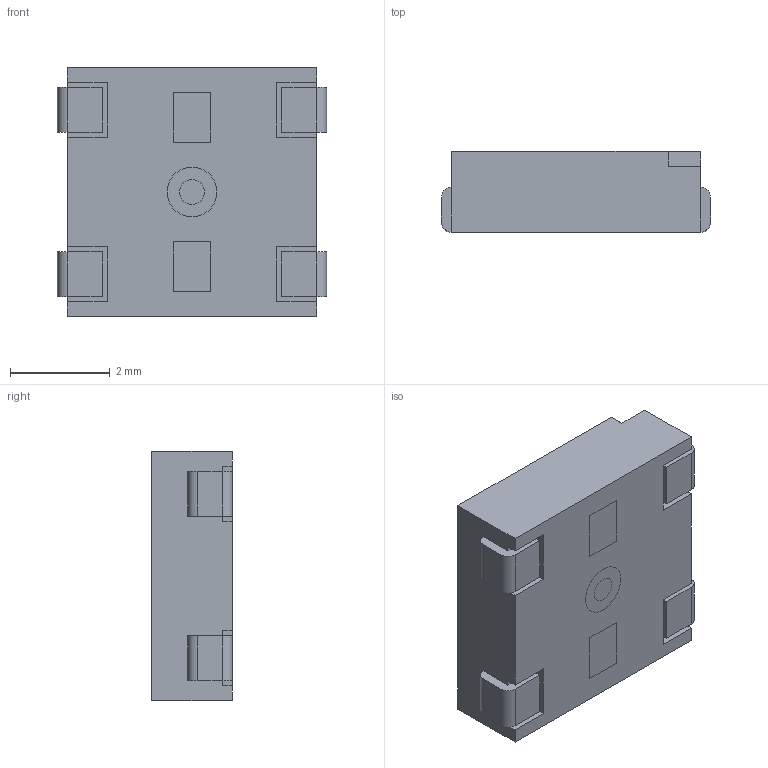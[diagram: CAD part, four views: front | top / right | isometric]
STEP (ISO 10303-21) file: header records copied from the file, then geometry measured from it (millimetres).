
FILE_DESCRIPTION (( 'STEP AP214' ), '1' );
FILE_NAME ('COM-16346.STEP', '2021-12-28T05:34:00', ( '' ), ( '' ), 'SwSTEP 2.0', 'SolidWorks 2018', '' );
FILE_SCHEMA (( 'AUTOMOTIVE_DESIGN' ));
Length unit declared in the file: millimetre
Products named in the file (2): COM-16346
Bounding box: 5.4 x 1.62 x 5 mm (x, y, z)
Volume: 35.1 mm3; surface area: 102.5 mm2
Topology: 5 solids, 5 shells, 67 faces, 168 edges, 116 vertices
Faces by surface type: plane 57, cylinder 8, cone 2
Entity records: 2087 total; most frequent: CARTESIAN_POINT 353, ORIENTED_EDGE 336, DIRECTION 330, EDGE_CURVE 168, LINE 144, VECTOR 144, VERTEX_POINT 116, AXIS2_PLACEMENT_3D 93
